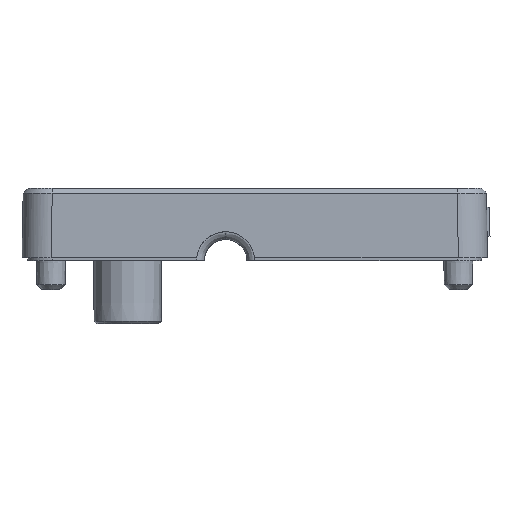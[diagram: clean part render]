
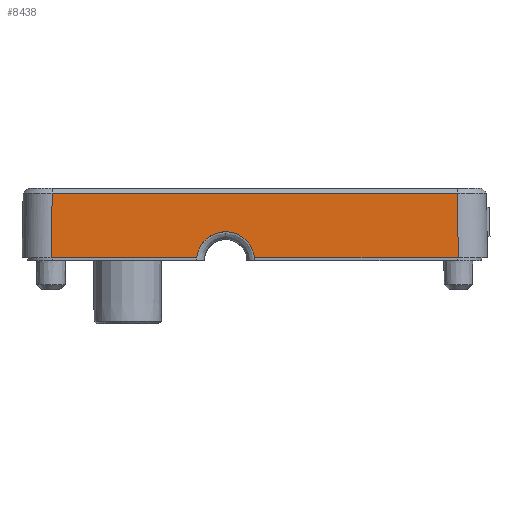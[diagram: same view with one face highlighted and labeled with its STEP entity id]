
A CAD part, front view. The second image highlights one B-rep face of the part: STEP entity #8438.
In plain terms, the highlighted planar face has unit normal (0, -1, 0.018).
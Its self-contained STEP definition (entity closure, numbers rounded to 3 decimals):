
#228 = FACE_OUTER_BOUND ( 'NONE', #750, .T. ) ;
#750 = EDGE_LOOP ( 'NONE', ( #4287, #4766, #5192, #5375, #5677, #2971 ) ) ;
#1293 = EDGE_CURVE ( 'NONE', #2494, #11880, #4564, .T. ) ;
#1325 = VERTEX_POINT ( 'NONE', #1453 ) ;
#1453 = CARTESIAN_POINT ( 'NONE',  ( -17.995, -24.995, 0.3 ) ) ;
#1487 = DIRECTION ( 'NONE',  ( -1., 0., 0. ) ) ;
#1792 = CARTESIAN_POINT ( 'NONE',  ( 23.987, -24.986, 0.785 ) ) ;
#1881 = CARTESIAN_POINT ( 'NONE',  ( -2.985, -24.995, 0.3 ) ) ;
#1890 = CARTESIAN_POINT ( 'NONE',  ( 2.487, -24.908, 5.25 ) ) ;
#1897 =( BOUNDED_CURVE ( )  B_SPLINE_CURVE ( 3, ( #8589, #1890, #7616, #1881 ),
 .UNSPECIFIED., .F., .T. ) 
 B_SPLINE_CURVE_WITH_KNOTS ( ( 4, 4 ),
 ( 4.813, 7.754 ),
 .UNSPECIFIED. ) 
 CURVE ( )  GEOMETRIC_REPRESENTATION_ITEM ( )  RATIONAL_B_SPLINE_CURVE ( ( 1., 0.4, 0.4, 1. ) ) 
 REPRESENTATION_ITEM ( '' )  );
#1976 = CARTESIAN_POINT ( 'NONE',  ( -18.001, -25.001, -0.052 ) ) ;
#2153 = CARTESIAN_POINT ( 'NONE',  ( -17.878, -24.878, 6.991 ) ) ;
#2354 = DIRECTION ( 'NONE',  ( -1., 0., 0. ) ) ;
#2494 = VERTEX_POINT ( 'NONE', #2841 ) ;
#2841 = CARTESIAN_POINT ( 'NONE',  ( 23.995, -24.995, 0.3 ) ) ;
#2971 = ORIENTED_EDGE ( 'NONE', *, *, #10425, .F. ) ;
#3401 = VECTOR ( 'NONE', #8679, 1000. ) ;
#4287 = ORIENTED_EDGE ( 'NONE', *, *, #11398, .F. ) ;
#4306 = VECTOR ( 'NONE', #9458, 1000. ) ;
#4564 = LINE ( 'NONE', #10000, #9337 ) ;
#4566 = DIRECTION ( 'NONE',  ( 0., -1., 0.017 ) ) ;
#4622 = VERTEX_POINT ( 'NONE', #2153 ) ;
#4766 = ORIENTED_EDGE ( 'NONE', *, *, #1293, .F. ) ;
#5111 = LINE ( 'NONE', #11908, #10178 ) ;
#5192 = ORIENTED_EDGE ( 'NONE', *, *, #12132, .T. ) ;
#5375 = ORIENTED_EDGE ( 'NONE', *, *, #6367, .T. ) ;
#5467 = DIRECTION ( 'NONE',  ( -1., 0., 0. ) ) ;
#5478 = CARTESIAN_POINT ( 'NONE',  ( -21., -25., 0. ) ) ;
#5677 = ORIENTED_EDGE ( 'NONE', *, *, #12216, .T. ) ;
#6312 = LINE ( 'NONE', #7381, #11070 ) ;
#6367 = EDGE_CURVE ( 'NONE', #12135, #4622, #6312, .T. ) ;
#6370 = AXIS2_PLACEMENT_3D ( 'NONE', #5478, #4566, #11222 ) ;
#6388 = VERTEX_POINT ( 'NONE', #10257 ) ;
#6845 = LINE ( 'NONE', #1792, #4306 ) ;
#7381 = CARTESIAN_POINT ( 'NONE',  ( -17.87, -24.878, 6.991 ) ) ;
#7616 = CARTESIAN_POINT ( 'NONE',  ( -2.487, -24.908, 5.25 ) ) ;
#7688 = CARTESIAN_POINT ( 'NONE',  ( 2.985, -24.995, 0.3 ) ) ;
#8438 = ADVANCED_FACE ( 'NONE', ( #228 ), #10272, .T. ) ;
#8502 = LINE ( 'NONE', #1976, #3401 ) ;
#8589 = CARTESIAN_POINT ( 'NONE',  ( 2.985, -24.995, 0.3 ) ) ;
#8679 = DIRECTION ( 'NONE',  ( -0.017, -0.017, -1. ) ) ;
#9337 = VECTOR ( 'NONE', #2354, 1000. ) ;
#9458 = DIRECTION ( 'NONE',  ( -0.017, 0.017, 1. ) ) ;
#10000 = CARTESIAN_POINT ( 'NONE',  ( -21., -24.995, 0.3 ) ) ;
#10178 = VECTOR ( 'NONE', #1487, 1000. ) ;
#10257 = CARTESIAN_POINT ( 'NONE',  ( -2.985, -24.995, 0.3 ) ) ;
#10272 = PLANE ( 'NONE',  #6370 ) ;
#10408 = CARTESIAN_POINT ( 'NONE',  ( 23.878, -24.878, 6.991 ) ) ;
#10425 = EDGE_CURVE ( 'NONE', #6388, #1325, #5111, .T. ) ;
#11070 = VECTOR ( 'NONE', #5467, 1000. ) ;
#11222 = DIRECTION ( 'NONE',  ( 0., -0.017, -1. ) ) ;
#11398 = EDGE_CURVE ( 'NONE', #11880, #6388, #1897, .T. ) ;
#11880 = VERTEX_POINT ( 'NONE', #7688 ) ;
#11908 = CARTESIAN_POINT ( 'NONE',  ( -21., -24.995, 0.3 ) ) ;
#12132 = EDGE_CURVE ( 'NONE', #2494, #12135, #6845, .T. ) ;
#12135 = VERTEX_POINT ( 'NONE', #10408 ) ;
#12216 = EDGE_CURVE ( 'NONE', #4622, #1325, #8502, .T. ) ;
